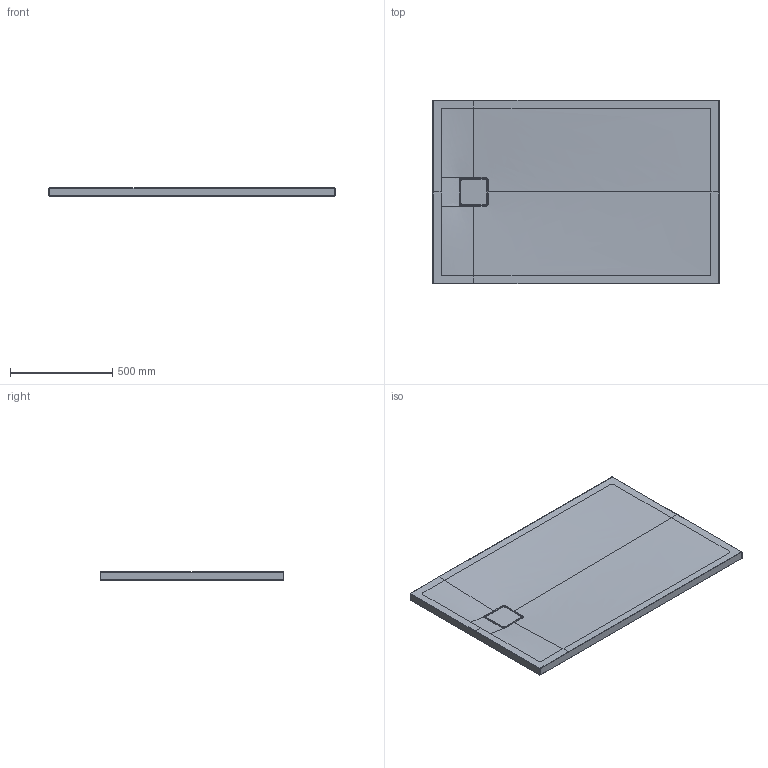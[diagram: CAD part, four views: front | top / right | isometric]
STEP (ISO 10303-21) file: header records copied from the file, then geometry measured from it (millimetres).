
FILE_DESCRIPTION(/* description */ (''),/* implementation_level */ '2;1');
FILE_NAME(/* name */ '17-001_M7973A_140x90x4 CEMENTO.stp',/* time_stamp */ '2021-03-30T10:58:40+02:00',/* author */ (''),/* organization */ (''),/* preprocessor_version */ 'ST-DEVELOPER v15',/* originating_system */ 'SIEMENS PLM Software NX 8.5',/* authorisation */ '');
FILE_SCHEMA (('AP203_CONFIGURATION_CONTROLLED_3D_DESIGN_OF_MECHANICAL_PARTS_AND_ASSEMBLIES_MIM_LF { 1 0 10303 403 2 1 2}'));
Products named in the file (1): carl61941A527x9y
Bounding box: 1400 x 900 x 39.98 mm (x, y, z)
Volume: 26603302.5 mm3; surface area: 2800480 mm2
Topology: 2 solids, 2 shells, 452 faces, 1076 edges, 626 vertices
Faces by surface type: bspline 168, plane 89, cylinder 83, cone 55, torus 49, sphere 8
Full cylindrical faces by diameter (mm): 16 x4, 90 x1
Entity records: 109230 total; most frequent: CARTESIAN_POINT 100198, ORIENTED_EDGE 2052, DIRECTION 1532, EDGE_CURVE 1026, AXIS2_PLACEMENT_3D 627, VERTEX_POINT 615, EDGE_LOOP 491, ADVANCED_FACE 452
